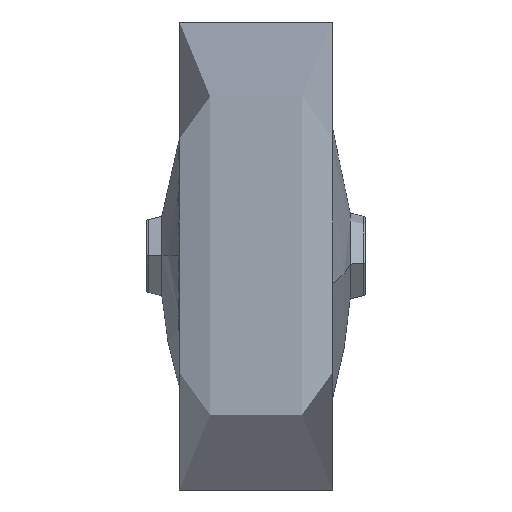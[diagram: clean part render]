
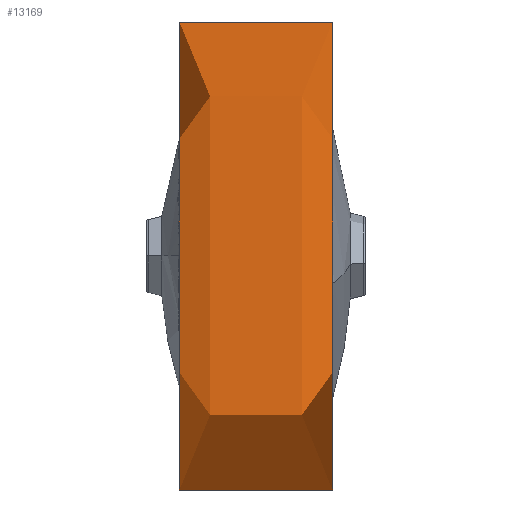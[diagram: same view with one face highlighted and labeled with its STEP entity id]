
A CAD part, top view. The second image highlights one B-rep face of the part: STEP entity #13169.
In plain terms, the highlighted free-form (B-spline) face has degree [3, 3] with [4, 4] control points.
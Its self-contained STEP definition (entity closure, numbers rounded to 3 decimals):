
#66 = CARTESIAN_POINT ( 'NONE',  ( 17.5, -71.5, 0. ) ) ;
#1547 = CARTESIAN_POINT ( 'NONE',  ( 17.5, 0., 0. ) ) ;
#1565 = CARTESIAN_POINT ( 'NONE',  ( 17.5, -53.5, 107. ) ) ;
#1652 = DIRECTION ( 'NONE',  ( 0., 1., 0. ) ) ;
#1671 = CARTESIAN_POINT ( 'NONE',  ( -17.5, -53.5, 0. ) ) ;
#1816 = ORIENTED_EDGE ( 'NONE', *, *, #19720, .F. ) ;
#2235 = DIRECTION ( 'NONE',  ( -1., 0., 0. ) ) ;
#2299 = EDGE_CURVE ( 'NONE', #12182, #7463, #8006, .T. ) ;
#2728 = VERTEX_POINT ( 'NONE', #16058 ) ;
#2984 = EDGE_LOOP ( 'NONE', ( #1816, #17565, #19785, #9354 ) ) ;
#3437 = AXIS2_PLACEMENT_3D ( 'NONE', #10573, #2235, #18288 ) ;
#4216 = EDGE_CURVE ( 'NONE', #2728, #9772, #5820, .T. ) ;
#4819 = CARTESIAN_POINT ( 'NONE',  ( 17.5, 71.5, 0. ) ) ;
#4928 = CARTESIAN_POINT ( 'NONE',  ( -17.5, -71.5, 0. ) ) ;
#5749 = EDGE_CURVE ( 'NONE', #7463, #9772, #20786, .T. ) ;
#5820 = CIRCLE ( 'NONE', #3437, 53.5 ) ;
#5988 = CARTESIAN_POINT ( 'NONE',  ( 17.5, 53.5, 0. ) ) ;
#6807 = CARTESIAN_POINT ( 'NONE',  ( 17.5, -53.5, 0. ) ) ;
#7365 = CARTESIAN_POINT ( 'NONE',  ( -17.5, 53.5, 0. ) ) ;
#7463 = VERTEX_POINT ( 'NONE', #12452 ) ;
#8006 = CIRCLE ( 'NONE', #12729, 53.5 ) ;
#8302 = CARTESIAN_POINT ( 'NONE',  ( -17.5, 53.5, 0. ) ) ;
#9354 = ORIENTED_EDGE ( 'NONE', *, *, #4216, .F. ) ;
#9678 = CARTESIAN_POINT ( 'NONE',  ( -17.5, -71.5, 143. ) ) ;
#9772 = VERTEX_POINT ( 'NONE', #20191 ) ;
#9875 = CARTESIAN_POINT ( 'NONE',  ( -17.5, -71.5, 0. ) ) ;
#10573 = CARTESIAN_POINT ( 'NONE',  ( -17.5, 0., 0. ) ) ;
#11169 = FACE_OUTER_BOUND ( 'NONE', #2984, .T. ) ;
#11480 = CARTESIAN_POINT ( 'NONE',  ( 17.5, 53.5, 0. ) ) ;
#11579 = CARTESIAN_POINT ( 'NONE',  ( 17.5, 53.5, 107. ) ) ;
#12182 = VERTEX_POINT ( 'NONE', #17602 ) ;
#12452 = CARTESIAN_POINT ( 'NONE',  ( 17.5, 53.5, 0. ) ) ;
#12729 = AXIS2_PLACEMENT_3D ( 'NONE', #1547, #20760, #1652 ) ;
#13169 = ADVANCED_FACE ( 'NONE', ( #11169 ), #15543, .F. ) ;
#14635 = CARTESIAN_POINT ( 'NONE',  ( 17.5, -53.5, 0. ) ) ;
#14853 = CARTESIAN_POINT ( 'NONE',  ( -17.5, 71.5, 143. ) ) ;
#15543 =( BOUNDED_SURFACE ( )  B_SPLINE_SURFACE ( 3, 3, ( 
 ( #14635, #1565, #11579, #11480 ),
 ( #66, #19702, #18024, #4819 ),
 ( #4928, #9678, #14853, #16226 ),
 ( #1671, #19295, #18135, #8302 ) ),
 .UNSPECIFIED., .F., .F., .T. ) 
 B_SPLINE_SURFACE_WITH_KNOTS ( ( 4, 4 ),
 ( 4, 4 ),
 ( 0., 1. ),
 ( 0., 1. ),
 .UNSPECIFIED. ) 
 GEOMETRIC_REPRESENTATION_ITEM ( )  RATIONAL_B_SPLINE_SURFACE ( (
 ( 1., 0.333, 0.333, 1.),
 ( 0.333, 0.111, 0.111, 0.333),
 ( 0.333, 0.111, 0.111, 0.333),
 ( 1., 0.333, 0.333, 1.) ) ) 
 REPRESENTATION_ITEM ( '' )  SURFACE ( )  );
#16058 = CARTESIAN_POINT ( 'NONE',  ( -17.5, -53.5, 0. ) ) ;
#16222 = CARTESIAN_POINT ( 'NONE',  ( 17.5, -71.5, 0. ) ) ;
#16226 = CARTESIAN_POINT ( 'NONE',  ( -17.5, 71.5, 0. ) ) ;
#17565 = ORIENTED_EDGE ( 'NONE', *, *, #2299, .T. ) ;
#17602 = CARTESIAN_POINT ( 'NONE',  ( 17.5, -53.5, 0. ) ) ;
#17812 = CARTESIAN_POINT ( 'NONE',  ( -17.5, -53.5, 0. ) ) ;
#18024 = CARTESIAN_POINT ( 'NONE',  ( 17.5, 71.5, 143. ) ) ;
#18135 = CARTESIAN_POINT ( 'NONE',  ( -17.5, 53.5, 107. ) ) ;
#18288 = DIRECTION ( 'NONE',  ( 0., 1., 0. ) ) ;
#18507 =( BOUNDED_CURVE ( )  B_SPLINE_CURVE ( 3, ( #6807, #16222, #9875, #17812 ),
 .UNSPECIFIED., .F., .F. ) 
 B_SPLINE_CURVE_WITH_KNOTS ( ( 4, 4 ),
 ( 3.142, 6.283 ),
 .UNSPECIFIED. ) 
 CURVE ( )  GEOMETRIC_REPRESENTATION_ITEM ( )  RATIONAL_B_SPLINE_CURVE ( ( 1., 0.333, 0.333, 1. ) ) 
 REPRESENTATION_ITEM ( '' )  );
#18769 = CARTESIAN_POINT ( 'NONE',  ( -17.5, 71.5, 0. ) ) ;
#19295 = CARTESIAN_POINT ( 'NONE',  ( -17.5, -53.5, 107. ) ) ;
#19702 = CARTESIAN_POINT ( 'NONE',  ( 17.5, -71.5, 143. ) ) ;
#19720 = EDGE_CURVE ( 'NONE', #12182, #2728, #18507, .T. ) ;
#19785 = ORIENTED_EDGE ( 'NONE', *, *, #5749, .T. ) ;
#20154 = CARTESIAN_POINT ( 'NONE',  ( 17.5, 71.5, 0. ) ) ;
#20191 = CARTESIAN_POINT ( 'NONE',  ( -17.5, 53.5, 0. ) ) ;
#20760 = DIRECTION ( 'NONE',  ( -1., 0., 0. ) ) ;
#20786 =( BOUNDED_CURVE ( )  B_SPLINE_CURVE ( 3, ( #5988, #20154, #18769, #7365 ),
 .UNSPECIFIED., .F., .F. ) 
 B_SPLINE_CURVE_WITH_KNOTS ( ( 4, 4 ),
 ( 3.142, 6.283 ),
 .UNSPECIFIED. ) 
 CURVE ( )  GEOMETRIC_REPRESENTATION_ITEM ( )  RATIONAL_B_SPLINE_CURVE ( ( 1., 0.333, 0.333, 1. ) ) 
 REPRESENTATION_ITEM ( '' )  );
